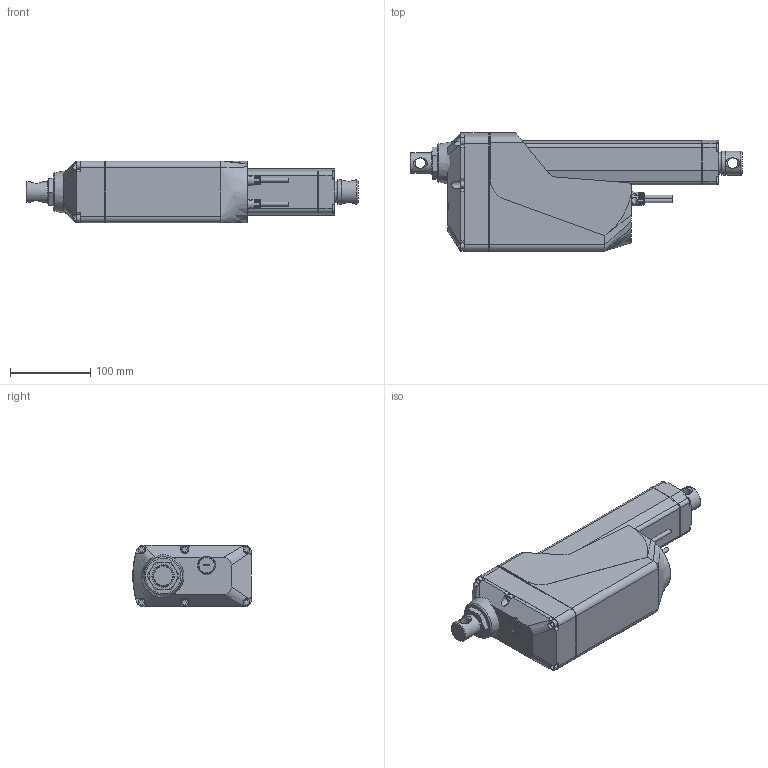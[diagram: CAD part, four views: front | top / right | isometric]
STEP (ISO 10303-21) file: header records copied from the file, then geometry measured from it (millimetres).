
FILE_DESCRIPTION(/* description */ ('Unknown'),/* implementation_level */ '2;1');
FILE_NAME(/* name */ 'Transmotec-CAD-DHI-200',/* time_stamp */ '2024-06-06T14:26:27+02:00',/* author */ ('Unknown'),/* organization */ ('Unknown'),/* preprocessor_version */ 'ST-DEVELOPER v19.4',/* originating_system */ 'Solid Edge',/* authorisation */ 'Unknown');
FILE_SCHEMA (('AUTOMOTIVE_DESIGN {1 0 10303 214 3 1 1}'));
Length unit declared in the file: millimetre
Products named in the file (3): Transmotec-CAD-DHI-200; Transmotec-CAD-DHI-200-BODY; Transmotec-CAD-DHI-200-ROD
Assembly tree (2 placements, depth 2):
  Transmotec-CAD-DHI-200
    Transmotec-CAD-DHI-200-BODY
    Transmotec-CAD-DHI-200-ROD
Bounding box: 414.5 x 148 x 77.01 mm (x, y, z)
Volume: 2598964.3 mm3; surface area: 233140.5 mm2
Topology: 2 solids, 2 shells, 487 faces, 1237 edges, 814 vertices
Faces by surface type: plane 321, cylinder 110, cone 35, torus 13, bspline 8
Full cylindrical faces by diameter (mm): 5 x2, 8.5 x4, 9.5 x4, 13 x2, 21 x1, 22 x1, 25.4 x1, 28 x1, 30 x3, 32 x1, 40 x2
Entity records: 14834 total; most frequent: CARTESIAN_POINT 3315, ORIENTED_EDGE 2334, DIRECTION 2311, EDGE_CURVE 1167, AXIS2_PLACEMENT_3D 798, VERTEX_POINT 788, LINE 715, VECTOR 715
